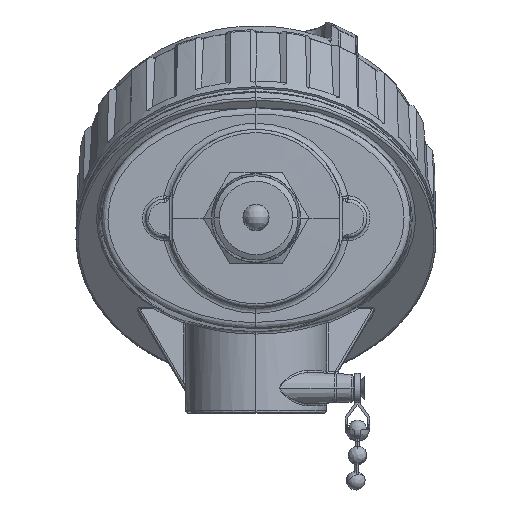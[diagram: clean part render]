
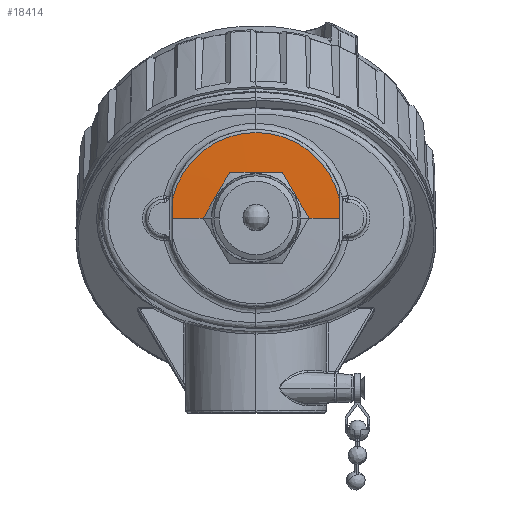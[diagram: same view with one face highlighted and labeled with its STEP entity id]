
A CAD part, top view. The second image highlights one B-rep face of the part: STEP entity #18414.
In plain terms, the highlighted conical face has half-angle 89 degrees and reference radius 20.841 mm.
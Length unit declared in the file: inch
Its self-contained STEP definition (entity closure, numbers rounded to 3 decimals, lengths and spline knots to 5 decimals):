
#684 = CARTESIAN_POINT ( 'NONE',  ( -0.82052, 0., -4.97617 ) ) ;
#894 = AXIS2_PLACEMENT_3D ( 'NONE', #6194, #17398, #25794 ) ;
#1048 = DIRECTION ( 'NONE',  ( -1., 0., -0.017 ) ) ;
#2511 = EDGE_CURVE ( 'NONE', #11015, #28886, #34587, .T. ) ;
#2710 = CIRCLE ( 'NONE', #894, 0.36068 ) ;
#3078 = LINE ( 'NONE', #34425, #12108 ) ;
#5012 = B_SPLINE_CURVE_WITH_KNOTS ( 'NONE', 3,
 ( #15632, #26056, #34493, #12872 ),
 .UNSPECIFIED., .F., .F.,
 ( 4, 4 ),
 ( 0., 0.5 ),
 .UNSPECIFIED. ) ;
#5128 = EDGE_CURVE ( 'NONE', #17151, #11015, #3078, .T. ) ;
#5668 = VECTOR ( 'NONE', #1048, 39.37008 ) ;
#6023 = DIRECTION ( 'NONE',  ( 1., 0., -0.017 ) ) ;
#6194 = CARTESIAN_POINT ( 'NONE',  ( 0., 0., -4.96814 ) ) ;
#7312 = EDGE_CURVE ( 'NONE', #29817, #17151, #2710, .T. ) ;
#7782 = CARTESIAN_POINT ( 'NONE',  ( 0.8, 0.18237, -4.97617 ) ) ;
#9035 = CARTESIAN_POINT ( 'NONE',  ( 0., 0., -4.97617 ) ) ;
#9210 = DIRECTION ( 'NONE',  ( 1., 0., 0. ) ) ;
#9557 = CARTESIAN_POINT ( 'NONE',  ( 0.36068, 0., -4.96814 ) ) ;
#10397 = CARTESIAN_POINT ( 'NONE',  ( 0.8, 0., -4.97581 ) ) ;
#11015 = VERTEX_POINT ( 'NONE', #10397 ) ;
#12108 = VECTOR ( 'NONE', #6023, 39.37008 ) ;
#12266 = LINE ( 'NONE', #684, #5668 ) ;
#12622 = CARTESIAN_POINT ( 'NONE',  ( -0.36068, 0., -4.96814 ) ) ;
#12872 = CARTESIAN_POINT ( 'NONE',  ( -0.8, 0., -4.97581 ) ) ;
#14217 = EDGE_LOOP ( 'NONE', ( #30998, #17916, #22925, #36202, #20462, #18032 ) ) ;
#14437 = EDGE_CURVE ( 'NONE', #22540, #28886, #32871, .T. ) ;
#14551 = EDGE_CURVE ( 'NONE', #22540, #34297, #5012, .T. ) ;
#15327 = CONICAL_SURFACE ( 'NONE', #24689, 0.82052, 1.553 ) ;
#15632 = CARTESIAN_POINT ( 'NONE',  ( -0.8, 0.18237, -4.97617 ) ) ;
#17151 = VERTEX_POINT ( 'NONE', #9557 ) ;
#17398 = DIRECTION ( 'NONE',  ( 0., 0., -1. ) ) ;
#17512 = CARTESIAN_POINT ( 'NONE',  ( 0.8, 0., -4.97581 ) ) ;
#17916 = ORIENTED_EDGE ( 'NONE', *, *, #5128, .T. ) ;
#18032 = ORIENTED_EDGE ( 'NONE', *, *, #36191, .F. ) ;
#18414 = ADVANCED_FACE ( 'NONE', ( #24107 ), #15327, .T. ) ;
#20462 = ORIENTED_EDGE ( 'NONE', *, *, #14551, .T. ) ;
#22540 = VERTEX_POINT ( 'NONE', #26369 ) ;
#22925 = ORIENTED_EDGE ( 'NONE', *, *, #2511, .T. ) ;
#24107 = FACE_OUTER_BOUND ( 'NONE', #14217, .T. ) ;
#24689 = AXIS2_PLACEMENT_3D ( 'NONE', #35103, #34927, #32548 ) ;
#25766 = AXIS2_PLACEMENT_3D ( 'NONE', #9035, #33788, #9210 ) ;
#25794 = DIRECTION ( 'NONE',  ( 0., -1., 0. ) ) ;
#26056 = CARTESIAN_POINT ( 'NONE',  ( -0.8, 0.12081, -4.97593 ) ) ;
#26369 = CARTESIAN_POINT ( 'NONE',  ( -0.8, 0.18237, -4.97617 ) ) ;
#26415 = CARTESIAN_POINT ( 'NONE',  ( -0.8, 0., -4.97581 ) ) ;
#27605 = CARTESIAN_POINT ( 'NONE',  ( 0.8, 0.18237, -4.97617 ) ) ;
#28663 = CARTESIAN_POINT ( 'NONE',  ( 0.8, 0.06102, -4.97581 ) ) ;
#28886 = VERTEX_POINT ( 'NONE', #27605 ) ;
#29817 = VERTEX_POINT ( 'NONE', #12622 ) ;
#30998 = ORIENTED_EDGE ( 'NONE', *, *, #7312, .T. ) ;
#32152 = CARTESIAN_POINT ( 'NONE',  ( 0.8, 0.12081, -4.97593 ) ) ;
#32548 = DIRECTION ( 'NONE',  ( -1., 0., 0. ) ) ;
#32871 = CIRCLE ( 'NONE', #25766, 0.82052 ) ;
#33788 = DIRECTION ( 'NONE',  ( 0., 0., -1. ) ) ;
#34297 = VERTEX_POINT ( 'NONE', #26415 ) ;
#34425 = CARTESIAN_POINT ( 'NONE',  ( 0.82052, 0., -4.97617 ) ) ;
#34493 = CARTESIAN_POINT ( 'NONE',  ( -0.8, 0.06102, -4.97581 ) ) ;
#34587 = B_SPLINE_CURVE_WITH_KNOTS ( 'NONE', 3,
 ( #17512, #28663, #32152, #7782 ),
 .UNSPECIFIED., .F., .F.,
 ( 4, 4 ),
 ( 0.5, 1. ),
 .UNSPECIFIED. ) ;
#34927 = DIRECTION ( 'NONE',  ( 0., 0., -1. ) ) ;
#35103 = CARTESIAN_POINT ( 'NONE',  ( 0., 0., -4.97617 ) ) ;
#36191 = EDGE_CURVE ( 'NONE', #29817, #34297, #12266, .T. ) ;
#36202 = ORIENTED_EDGE ( 'NONE', *, *, #14437, .F. ) ;
